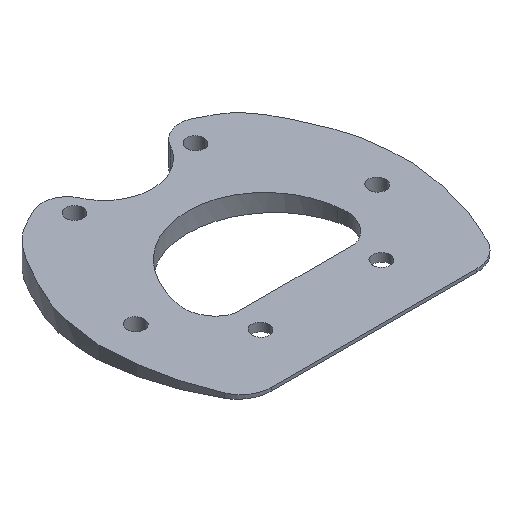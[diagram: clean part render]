
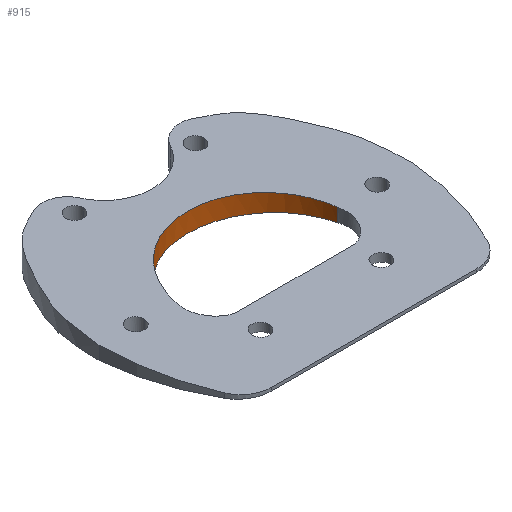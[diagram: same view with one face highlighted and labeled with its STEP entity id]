
A CAD part, isometric view. The second image highlights one B-rep face of the part: STEP entity #915.
In plain terms, the highlighted cylindrical face has radius 28.138 mm (diameter 56.275 mm), a partial arc.
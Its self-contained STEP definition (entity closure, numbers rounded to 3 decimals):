
#34 = CARTESIAN_POINT ( 'NONE',  ( -27.75, -23.524, 2.706 ) ) ;
#40 = VERTEX_POINT ( 'NONE', #730 ) ;
#70 =( BOUNDED_CURVE ( )  B_SPLINE_CURVE ( 3, ( #852, #948, #1123, #34 ),
 .UNSPECIFIED., .F., .F. ) 
 B_SPLINE_CURVE_WITH_KNOTS ( ( 4, 4 ),
 ( 4.879, 7.688 ),
 .UNSPECIFIED. ) 
 CURVE ( )  GEOMETRIC_REPRESENTATION_ITEM ( )  RATIONAL_B_SPLINE_CURVE ( ( 1., 0.444, 0.444, 1. ) ) 
 REPRESENTATION_ITEM ( '' )  );
#155 = VERTEX_POINT ( 'NONE', #618 ) ;
#281 = ORIENTED_EDGE ( 'NONE', *, *, #663, .F. ) ;
#282 = EDGE_CURVE ( 'NONE', #1090, #40, #1064, .T. ) ;
#336 = FACE_OUTER_BOUND ( 'NONE', #687, .T. ) ;
#358 = CARTESIAN_POINT ( 'NONE',  ( 20.851, 17.604, 9.09 ) ) ;
#420 = ORIENTED_EDGE ( 'NONE', *, *, #958, .F. ) ;
#448 = DIRECTION ( 'NONE',  ( 0., 0., -1. ) ) ;
#450 = CARTESIAN_POINT ( 'NONE',  ( -20.851, 17.604, 9.09 ) ) ;
#529 = ORIENTED_EDGE ( 'NONE', *, *, #1076, .T. ) ;
#531 = CARTESIAN_POINT ( 'NONE',  ( -27.75, -23.524, 2.706 ) ) ;
#566 = CARTESIAN_POINT ( 'NONE',  ( -27.75, -23.524, 10. ) ) ;
#618 = CARTESIAN_POINT ( 'NONE',  ( -27.75, -23.524, 7.294 ) ) ;
#633 = VERTEX_POINT ( 'NONE', #531 ) ;
#644 = AXIS2_PLACEMENT_3D ( 'NONE', #812, #1091, #807 ) ;
#663 = EDGE_CURVE ( 'NONE', #40, #633, #70, .T. ) ;
#673 = ORIENTED_EDGE ( 'NONE', *, *, #282, .F. ) ;
#687 = EDGE_LOOP ( 'NONE', ( #420, #529, #281, #673 ) ) ;
#730 = CARTESIAN_POINT ( 'NONE',  ( 27.75, -23.524, 2.706 ) ) ;
#780 =( BOUNDED_CURVE ( )  B_SPLINE_CURVE ( 3, ( #1178, #450, #358, #1085 ),
 .UNSPECIFIED., .F., .F. ) 
 B_SPLINE_CURVE_WITH_KNOTS ( ( 4, 4 ),
 ( 1.737, 4.546 ),
 .UNSPECIFIED. ) 
 CURVE ( )  GEOMETRIC_REPRESENTATION_ITEM ( )  RATIONAL_B_SPLINE_CURVE ( ( 1., 0.444, 0.444, 1. ) ) 
 REPRESENTATION_ITEM ( '' )  );
#788 = CYLINDRICAL_SURFACE ( 'NONE', #644, 28.138 ) ;
#807 = DIRECTION ( 'NONE',  ( -1., 0., 0. ) ) ;
#812 = CARTESIAN_POINT ( 'NONE',  ( 0., -28.179, 10. ) ) ;
#822 = DIRECTION ( 'NONE',  ( 0., 0., -1. ) ) ;
#852 = CARTESIAN_POINT ( 'NONE',  ( 27.75, -23.524, 2.706 ) ) ;
#861 = VECTOR ( 'NONE', #822, 1000. ) ;
#878 = VECTOR ( 'NONE', #448, 1000. ) ;
#915 = ADVANCED_FACE ( 'NONE', ( #336 ), #788, .F. ) ;
#948 = CARTESIAN_POINT ( 'NONE',  ( 20.851, 17.604, 0.91 ) ) ;
#958 = EDGE_CURVE ( 'NONE', #155, #1090, #780, .T. ) ;
#987 = CARTESIAN_POINT ( 'NONE',  ( 27.75, -23.524, 10. ) ) ;
#1064 = LINE ( 'NONE', #987, #878 ) ;
#1076 = EDGE_CURVE ( 'NONE', #155, #633, #1163, .T. ) ;
#1085 = CARTESIAN_POINT ( 'NONE',  ( 27.75, -23.524, 7.294 ) ) ;
#1090 = VERTEX_POINT ( 'NONE', #1107 ) ;
#1091 = DIRECTION ( 'NONE',  ( 0., 0., -1. ) ) ;
#1107 = CARTESIAN_POINT ( 'NONE',  ( 27.75, -23.524, 7.294 ) ) ;
#1123 = CARTESIAN_POINT ( 'NONE',  ( -20.851, 17.604, 0.91 ) ) ;
#1163 = LINE ( 'NONE', #566, #861 ) ;
#1178 = CARTESIAN_POINT ( 'NONE',  ( -27.75, -23.524, 7.294 ) ) ;
